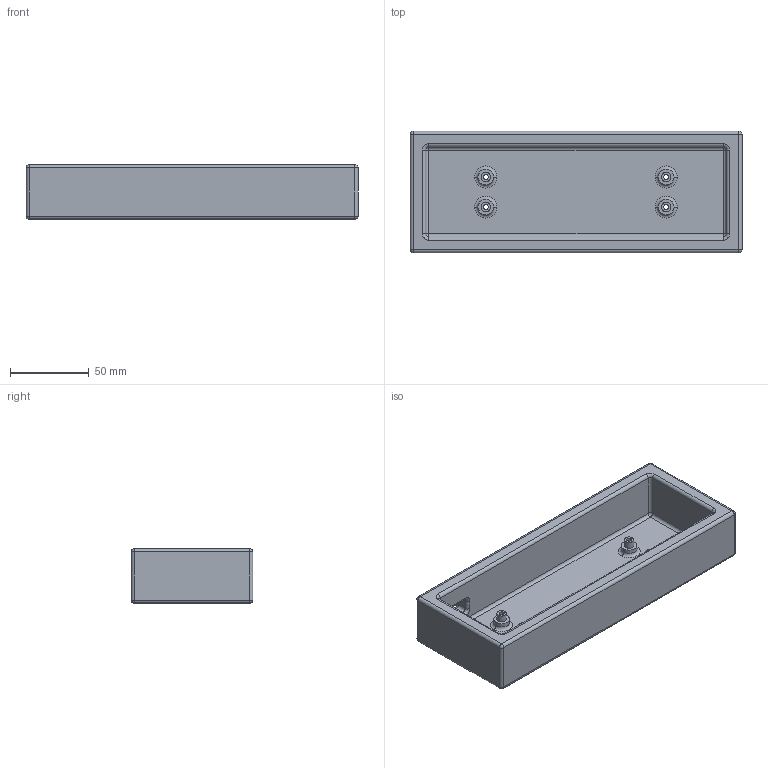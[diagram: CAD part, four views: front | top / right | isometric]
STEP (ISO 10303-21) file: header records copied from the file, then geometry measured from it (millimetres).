
FILE_DESCRIPTION (( 'STEP AP214' ), '1' );
FILE_NAME ('shell_v3.STEP', '2021-09-26T06:55:10', ( '' ), ( '' ), 'SwSTEP 2.0', 'SolidWorks 2021', '' );
FILE_SCHEMA (( 'AUTOMOTIVE_DESIGN' ));
Length unit declared in the file: millimetre
Products named in the file (1): shell_v3
Bounding box: 210.5 x 77.15 x 34.5 mm (x, y, z)
Volume: 216258.2 mm3; surface area: 67257.8 mm2
Topology: 1 solids, 1 shells, 135 faces, 296 edges, 164 vertices
Faces by surface type: cylinder 68, torus 28, plane 27, sphere 12
Entity records: 3664 total; most frequent: DIRECTION 736, CARTESIAN_POINT 584, ORIENTED_EDGE 568, AXIS2_PLACEMENT_3D 316, EDGE_CURVE 284, CIRCLE 180, VERTEX_POINT 164, EDGE_LOOP 158
